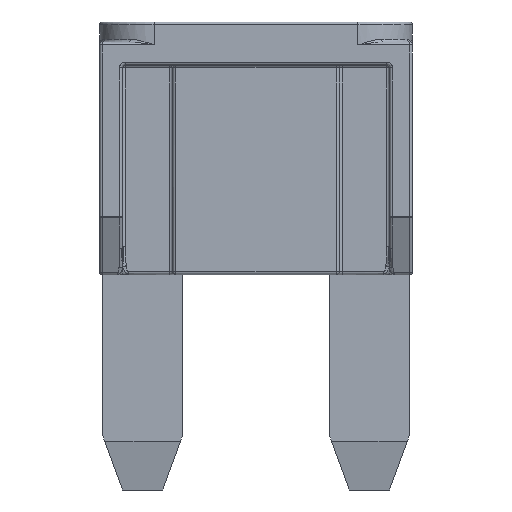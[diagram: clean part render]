
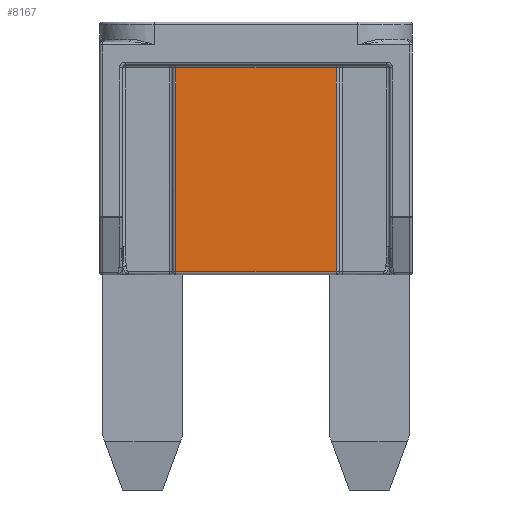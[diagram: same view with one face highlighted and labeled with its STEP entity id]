
A CAD part, front view. The second image highlights one B-rep face of the part: STEP entity #8167.
In plain terms, the highlighted planar face has unit normal (0, -1, 0).
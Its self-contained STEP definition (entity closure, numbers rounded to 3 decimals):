
#5094=CARTESIAN_POINT('',(-2.8,-1.7,7.2));
#5095=VERTEX_POINT('',#5094);
#5559=CARTESIAN_POINT('',(-2.8,-1.7,0.1));
#5560=VERTEX_POINT('',#5559);
#5614=CARTESIAN_POINT('',(2.8,-1.7,7.2));
#5615=VERTEX_POINT('',#5614);
#5864=CARTESIAN_POINT('',(2.8,-1.7,0.1));
#5865=VERTEX_POINT('',#5864);
#7351=CARTESIAN_POINT('',(2.8,-1.7,7.2));
#7352=DIRECTION('',(0.0,0.0,-1.0));
#7353=VECTOR('',#7352,7.1);
#7354=LINE('',#7351,#7353);
#7355=EDGE_CURVE('',#5615,#5865,#7354,.T.);
#7380=CARTESIAN_POINT('',(2.8,-1.7,0.1));
#7381=DIRECTION('',(-1.0,0.0,0.0));
#7382=VECTOR('',#7381,5.6);
#7383=LINE('',#7380,#7382);
#7384=EDGE_CURVE('',#5865,#5560,#7383,.T.);
#7548=CARTESIAN_POINT('',(-2.8,-1.7,7.2));
#7549=DIRECTION('',(1.0,0.0,0.0));
#7550=VECTOR('',#7549,5.6);
#7551=LINE('',#7548,#7550);
#7552=EDGE_CURVE('',#5095,#5615,#7551,.T.);
#7570=CARTESIAN_POINT('',(-2.8,-1.7,0.1));
#7571=DIRECTION('',(0.0,0.0,1.0));
#7572=VECTOR('',#7571,7.1);
#7573=LINE('',#7570,#7572);
#7574=EDGE_CURVE('',#5560,#5095,#7573,.T.);
#8156=CARTESIAN_POINT('',(-2.9,-1.7,0.0));
#8157=DIRECTION('',(0.0,1.0,0.0));
#8158=DIRECTION('',(0.0,0.0,1.0));
#8159=AXIS2_PLACEMENT_3D('',#8156,#8157,#8158);
#8160=PLANE('',#8159);
#8161=ORIENTED_EDGE('',*,*,#7355,.F.);
#8162=ORIENTED_EDGE('',*,*,#7552,.F.);
#8163=ORIENTED_EDGE('',*,*,#7574,.F.);
#8164=ORIENTED_EDGE('',*,*,#7384,.F.);
#8165=EDGE_LOOP('',(#8161,#8162,#8163,#8164));
#8166=FACE_OUTER_BOUND('',#8165,.T.);
#8167=ADVANCED_FACE('',(#8166),#8160,.F.);
